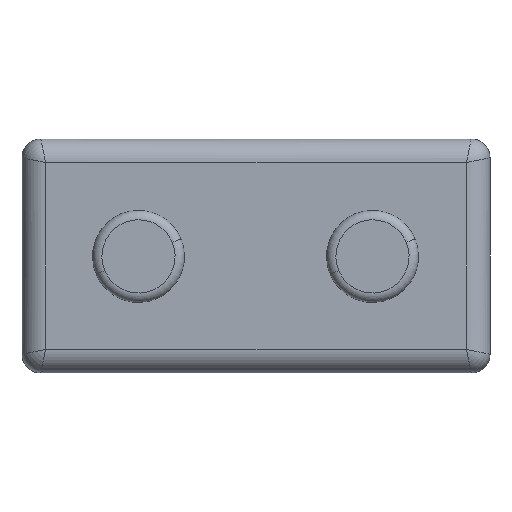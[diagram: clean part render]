
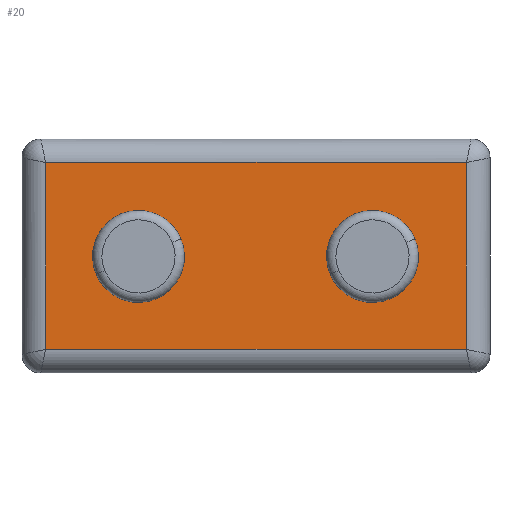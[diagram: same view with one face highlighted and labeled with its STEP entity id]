
A CAD part, top view. The second image highlights one B-rep face of the part: STEP entity #20.
In plain terms, the highlighted planar face has unit normal (0, 0, 1).
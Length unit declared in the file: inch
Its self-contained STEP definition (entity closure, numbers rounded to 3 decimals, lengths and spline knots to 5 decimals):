
#16 = EDGE_CURVE ( 'NONE', #163, #210, #2119, .T. ) ;
#20 = ADVANCED_FACE ( 'NONE', ( #2990, #2991, #2992 ), #2993, .F. ) ;
#54 = ORIENTED_EDGE ( 'NONE', *, *, #137, .T. ) ;
#59 = ORIENTED_EDGE ( 'NONE', *, *, #16, .F. ) ;
#64 = ORIENTED_EDGE ( 'NONE', *, *, #2392, .F. ) ;
#73 = VERTEX_POINT ( 'NONE', #2097 ) ;
#79 = EDGE_CURVE ( 'NONE', #97, #73, #3023, .T. ) ;
#97 = VERTEX_POINT ( 'NONE', #446 ) ;
#102 = EDGE_CURVE ( 'NONE', #145, #194, #2979, .T. ) ;
#110 = EDGE_LOOP ( 'NONE', ( #64, #4532 ) ) ;
#116 = VERTEX_POINT ( 'NONE', #329 ) ;
#118 = EDGE_CURVE ( 'NONE', #194, #116, #438, .T. ) ;
#137 = EDGE_CURVE ( 'NONE', #965, #145, #354, .T. ) ;
#139 = ORIENTED_EDGE ( 'NONE', *, *, #173, .F. ) ;
#142 = EDGE_LOOP ( 'NONE', ( #221, #982, #4492, #54 ) ) ;
#145 = VERTEX_POINT ( 'NONE', #2998 ) ;
#163 = VERTEX_POINT ( 'NONE', #290 ) ;
#168 = EDGE_LOOP ( 'NONE', ( #59, #139 ) ) ;
#173 = EDGE_CURVE ( 'NONE', #210, #163, #388, .T. ) ;
#194 = VERTEX_POINT ( 'NONE', #3111 ) ;
#210 = VERTEX_POINT ( 'NONE', #3281 ) ;
#221 = ORIENTED_EDGE ( 'NONE', *, *, #102, .T. ) ;
#290 = CARTESIAN_POINT ( 'NONE',  ( 0.63782, -0.00218, 0.125 ) ) ;
#329 = CARTESIAN_POINT ( 'NONE',  ( -0.89955, -0.39955, 0.125 ) ) ;
#354 = LINE ( 'NONE', #355, #357 ) ;
#355 = CARTESIAN_POINT ( 'NONE',  ( 0.89955, 0.5, 0.125 ) ) ;
#357 = VECTOR ( 'NONE', #358, 39.37008 ) ;
#358 = DIRECTION ( 'NONE',  ( 0., 1., 0. ) ) ;
#388 = CIRCLE ( 'NONE', #389, 0.14 ) ;
#389 = AXIS2_PLACEMENT_3D ( 'NONE', #390, #391, #392 ) ;
#390 = CARTESIAN_POINT ( 'NONE',  ( 0.49782, -0.00218, 0.125 ) ) ;
#391 = DIRECTION ( 'NONE',  ( 0., 0., 1. ) ) ;
#392 = DIRECTION ( 'NONE',  ( 1., 0., 0. ) ) ;
#438 = LINE ( 'NONE', #439, #440 ) ;
#439 = CARTESIAN_POINT ( 'NONE',  ( -0.89955, 0.5, 0.125 ) ) ;
#440 = VECTOR ( 'NONE', #441, 39.37008 ) ;
#441 = DIRECTION ( 'NONE',  ( 0., -1., 0. ) ) ;
#446 = CARTESIAN_POINT ( 'NONE',  ( -0.64218, -0.00218, 0.125 ) ) ;
#965 = VERTEX_POINT ( 'NONE', #2118 ) ;
#982 = ORIENTED_EDGE ( 'NONE', *, *, #118, .T. ) ;
#2097 = CARTESIAN_POINT ( 'NONE',  ( -0.36218, -0.00218, 0.125 ) ) ;
#2118 = CARTESIAN_POINT ( 'NONE',  ( 0.89955, -0.39955, 0.125 ) ) ;
#2119 = CIRCLE ( 'NONE', #2120, 0.14 ) ;
#2120 = AXIS2_PLACEMENT_3D ( 'NONE', #2121, #2122, #2123 ) ;
#2121 = CARTESIAN_POINT ( 'NONE',  ( 0.49782, -0.00218, 0.125 ) ) ;
#2122 = DIRECTION ( 'NONE',  ( 0., 0., 1. ) ) ;
#2123 = DIRECTION ( 'NONE',  ( 1., 0., 0. ) ) ;
#2392 = EDGE_CURVE ( 'NONE', #73, #97, #3157, .T. ) ;
#2979 = LINE ( 'NONE', #2981, #2982 ) ;
#2981 = CARTESIAN_POINT ( 'NONE',  ( -1., 0.39955, 0.125 ) ) ;
#2982 = VECTOR ( 'NONE', #2983, 39.37008 ) ;
#2983 = DIRECTION ( 'NONE',  ( -1., 0., 0. ) ) ;
#2990 = FACE_OUTER_BOUND ( 'NONE', #142, .T. ) ;
#2991 = FACE_BOUND ( 'NONE', #110, .T. ) ;
#2992 = FACE_BOUND ( 'NONE', #168, .T. ) ;
#2993 = PLANE ( 'NONE',  #2994 ) ;
#2994 = AXIS2_PLACEMENT_3D ( 'NONE', #2995, #2996, #2997 ) ;
#2995 = CARTESIAN_POINT ( 'NONE',  ( -1., 0.5, 0.125 ) ) ;
#2996 = DIRECTION ( 'NONE',  ( 0., 0., -1. ) ) ;
#2997 = DIRECTION ( 'NONE',  ( -1., 0., 0. ) ) ;
#2998 = CARTESIAN_POINT ( 'NONE',  ( 0.89955, 0.39955, 0.125 ) ) ;
#3023 = CIRCLE ( 'NONE', #3024, 0.14 ) ;
#3024 = AXIS2_PLACEMENT_3D ( 'NONE', #3025, #3026, #3027 ) ;
#3025 = CARTESIAN_POINT ( 'NONE',  ( -0.50218, -0.00218, 0.125 ) ) ;
#3026 = DIRECTION ( 'NONE',  ( 0., 0., 1. ) ) ;
#3027 = DIRECTION ( 'NONE',  ( 1., 0., 0. ) ) ;
#3101 = LINE ( 'NONE', #3102, #3103 ) ;
#3102 = CARTESIAN_POINT ( 'NONE',  ( -1., -0.39955, 0.125 ) ) ;
#3103 = VECTOR ( 'NONE', #3104, 39.37008 ) ;
#3104 = DIRECTION ( 'NONE',  ( 1., 0., 0. ) ) ;
#3111 = CARTESIAN_POINT ( 'NONE',  ( -0.89955, 0.39955, 0.125 ) ) ;
#3157 = CIRCLE ( 'NONE', #3158, 0.14 ) ;
#3158 = AXIS2_PLACEMENT_3D ( 'NONE', #3160, #3161, #3162 ) ;
#3160 = CARTESIAN_POINT ( 'NONE',  ( -0.50218, -0.00218, 0.125 ) ) ;
#3161 = DIRECTION ( 'NONE',  ( 0., 0., 1. ) ) ;
#3162 = DIRECTION ( 'NONE',  ( 1., 0., 0. ) ) ;
#3281 = CARTESIAN_POINT ( 'NONE',  ( 0.35782, -0.00218, 0.125 ) ) ;
#3355 = EDGE_CURVE ( 'NONE', #116, #965, #3101, .T. ) ;
#4492 = ORIENTED_EDGE ( 'NONE', *, *, #3355, .T. ) ;
#4532 = ORIENTED_EDGE ( 'NONE', *, *, #79, .F. ) ;
